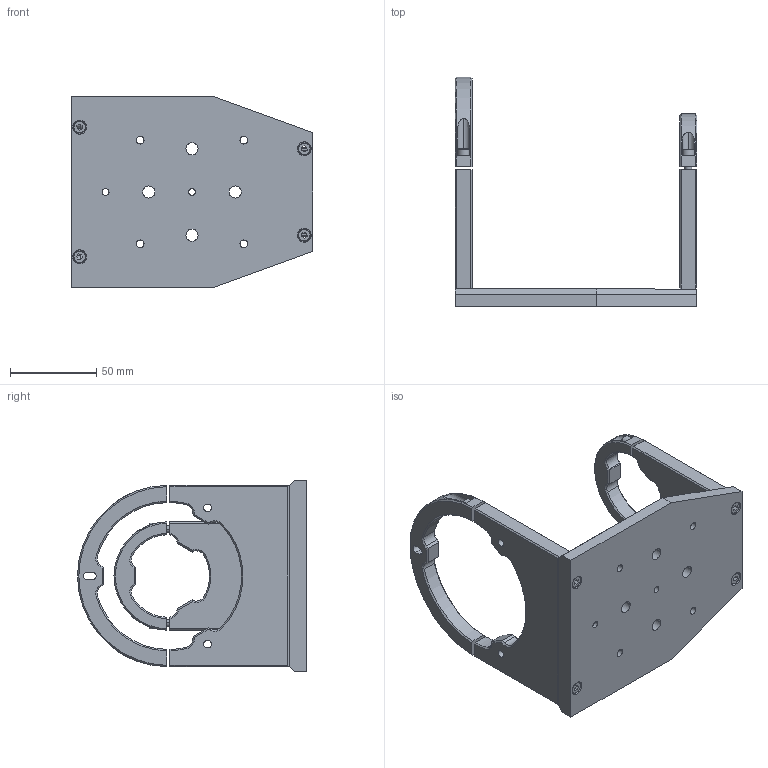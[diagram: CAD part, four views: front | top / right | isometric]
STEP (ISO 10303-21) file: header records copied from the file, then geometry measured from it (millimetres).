
FILE_DESCRIPTION (( 'STEP AP203' ), '1' );
FILE_NAME ('DP18893-A_CMHO048.step', '2021-11-12T10:58:47', ( '' ), ( '' ), 'SwSTEP 2.0', 'SolidWorks 2021', '' );
FILE_SCHEMA (( 'CONFIG_CONTROL_DESIGN' ));
Length unit declared in the file: millimetre
Products named in the file (1): DP18893-A_CMHO048
Bounding box: 140 x 132.5 x 111 mm (x, y, z)
Surface area: 66782.3 mm2 (no closed solid volume)
Topology: 0 solids, 15 shells, 319 faces, 866 edges, 568 vertices
Faces by surface type: plane 161, cylinder 94, cone 48, torus 16
Entity records: 10309 total; most frequent: CARTESIAN_POINT 1996, DIRECTION 1784, ORIENTED_EDGE 1572, EDGE_CURVE 866, AXIS2_PLACEMENT_3D 636, VERTEX_POINT 568, LINE 512, VECTOR 512
